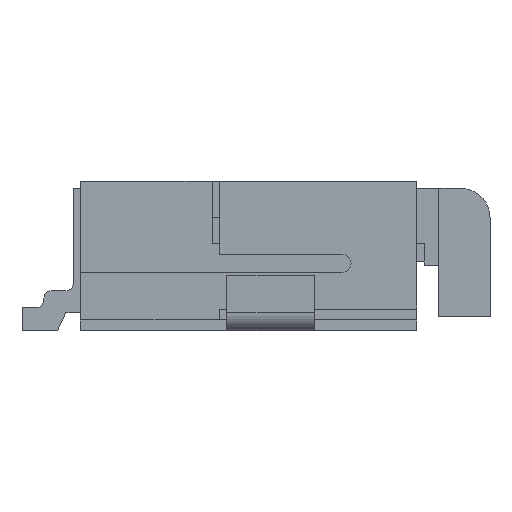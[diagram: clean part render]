
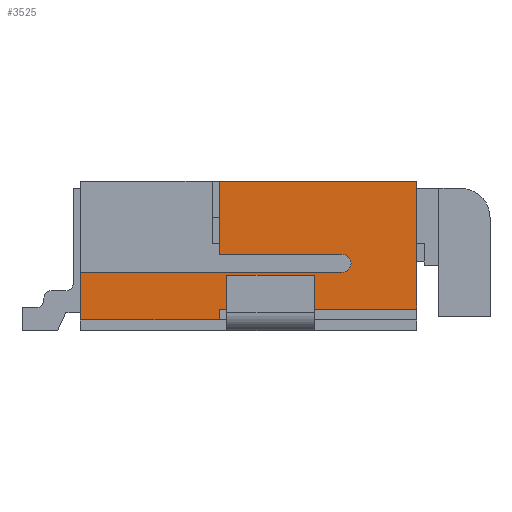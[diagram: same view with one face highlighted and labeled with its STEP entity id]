
A CAD part, left-side view. The second image highlights one B-rep face of the part: STEP entity #3525.
In plain terms, the highlighted planar face has unit normal (-1, 0, 0).
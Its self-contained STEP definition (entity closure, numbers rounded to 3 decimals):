
#3437=CARTESIAN_POINT('',(-9.05,2.83,0.055));
#3438=DIRECTION('',(1.0,0.0,0.0));
#3439=DIRECTION('',(0.0,0.0,1.0));
#3440=AXIS2_PLACEMENT_3D('',#3437,#3438,#3439);
#3441=PLANE('',#3440);
#3442=CARTESIAN_POINT('',(-9.05,-2.,2.05));
#3443=VERTEX_POINT('',#3442);
#3444=CARTESIAN_POINT('',(-9.05,-2.,0.3));
#3445=VERTEX_POINT('',#3444);
#3446=CARTESIAN_POINT('',(-9.05,-2.,2.05));
#3447=DIRECTION('',(0.0,0.0,-1.0));
#3448=VECTOR('',#3447,1.75);
#3449=LINE('',#3446,#3448);
#3450=EDGE_CURVE('',#3443,#3445,#3449,.T.);
#3451=ORIENTED_EDGE('',*,*,#3450,.F.);
#3452=CARTESIAN_POINT('',(-9.05,0.7,2.05));
#3453=VERTEX_POINT('',#3452);
#3454=CARTESIAN_POINT('',(-9.05,-2.,2.05));
#3455=DIRECTION('',(0.0,1.0,0.0));
#3456=VECTOR('',#3455,2.7);
#3457=LINE('',#3454,#3456);
#3458=EDGE_CURVE('',#3443,#3453,#3457,.T.);
#3459=ORIENTED_EDGE('',*,*,#3458,.T.);
#3460=CARTESIAN_POINT('',(-9.05,0.7,1.05));
#3461=VERTEX_POINT('',#3460);
#3462=CARTESIAN_POINT('',(-9.05,0.7,1.05));
#3463=DIRECTION('',(0.0,0.0,1.0));
#3464=VECTOR('',#3463,1.0);
#3465=LINE('',#3462,#3464);
#3466=EDGE_CURVE('',#3461,#3453,#3465,.T.);
#3467=ORIENTED_EDGE('',*,*,#3466,.F.);
#3468=CARTESIAN_POINT('',(-9.05,-0.975,1.05));
#3469=VERTEX_POINT('',#3468);
#3470=CARTESIAN_POINT('',(-9.05,-0.975,1.05));
#3471=DIRECTION('',(0.0,1.0,0.0));
#3472=VECTOR('',#3471,1.675);
#3473=LINE('',#3470,#3472);
#3474=EDGE_CURVE('',#3469,#3461,#3473,.T.);
#3475=ORIENTED_EDGE('',*,*,#3474,.F.);
#3476=CARTESIAN_POINT('',(-9.05,-0.975,0.8));
#3477=VERTEX_POINT('',#3476);
#3478=CARTESIAN_POINT('',(-9.05,-0.975,0.925));
#3479=DIRECTION('',(1.0,0.0,0.0));
#3480=DIRECTION('',(0.0,0.0,1.0));
#3481=AXIS2_PLACEMENT_3D('',#3478,#3479,#3480);
#3482=CIRCLE('',#3481,0.125);
#3483=EDGE_CURVE('',#3469,#3477,#3482,.T.);
#3484=ORIENTED_EDGE('',*,*,#3483,.T.);
#3485=CARTESIAN_POINT('',(-9.05,2.6,0.8));
#3486=VERTEX_POINT('',#3485);
#3487=CARTESIAN_POINT('',(-9.05,2.6,0.8));
#3488=DIRECTION('',(0.0,-1.0,0.0));
#3489=VECTOR('',#3488,3.575);
#3490=LINE('',#3487,#3489);
#3491=EDGE_CURVE('',#3486,#3477,#3490,.T.);
#3492=ORIENTED_EDGE('',*,*,#3491,.F.);
#3493=CARTESIAN_POINT('',(-9.05,2.6,0.15));
#3494=VERTEX_POINT('',#3493);
#3495=CARTESIAN_POINT('',(-9.05,2.6,0.8));
#3496=DIRECTION('',(0.0,0.0,-1.0));
#3497=VECTOR('',#3496,0.65);
#3498=LINE('',#3495,#3497);
#3499=EDGE_CURVE('',#3486,#3494,#3498,.T.);
#3500=ORIENTED_EDGE('',*,*,#3499,.T.);
#3501=CARTESIAN_POINT('',(-9.05,0.7,0.15));
#3502=VERTEX_POINT('',#3501);
#3503=CARTESIAN_POINT('',(-9.05,2.6,0.15));
#3504=DIRECTION('',(0.0,-1.0,0.0));
#3505=VECTOR('',#3504,1.9);
#3506=LINE('',#3503,#3505);
#3507=EDGE_CURVE('',#3494,#3502,#3506,.T.);
#3508=ORIENTED_EDGE('',*,*,#3507,.T.);
#3509=CARTESIAN_POINT('',(-9.05,0.7,0.3));
#3510=VERTEX_POINT('',#3509);
#3511=CARTESIAN_POINT('',(-9.05,0.7,0.15));
#3512=DIRECTION('',(0.0,0.0,1.0));
#3513=VECTOR('',#3512,0.15);
#3514=LINE('',#3511,#3513);
#3515=EDGE_CURVE('',#3502,#3510,#3514,.T.);
#3516=ORIENTED_EDGE('',*,*,#3515,.T.);
#3517=CARTESIAN_POINT('',(-9.05,-2.,0.3));
#3518=DIRECTION('',(0.0,1.0,0.0));
#3519=VECTOR('',#3518,2.7);
#3520=LINE('',#3517,#3519);
#3521=EDGE_CURVE('',#3445,#3510,#3520,.T.);
#3522=ORIENTED_EDGE('',*,*,#3521,.F.);
#3523=EDGE_LOOP('',(#3451,#3459,#3467,#3475,#3484,#3492,#3500,#3508,#3516,#3522));
#3524=FACE_OUTER_BOUND('',#3523,.T.);
#3525=ADVANCED_FACE('',(#3524),#3441,.F.);
